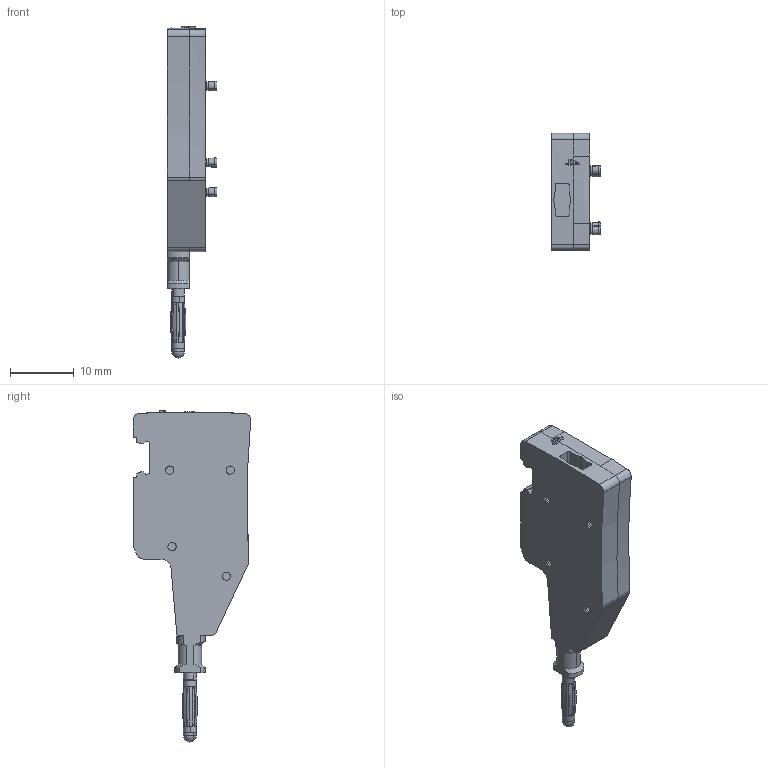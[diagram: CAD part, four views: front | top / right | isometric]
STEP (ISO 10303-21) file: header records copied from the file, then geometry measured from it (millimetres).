
FILE_DESCRIPTION(('CATIA V5R20 STEP214','CAx-IF Rec.Pracs.--- Model Styling and Organization---1.2---2011-12-15'),'2;1');
FILE_NAME ('8641629_2', '2016-01-15T10:38:36+00:00', ('Weidmueller Interface'), ('Weidmueller'), 'CATIA Version 5-6 Release 2014 SP4', 'CATIA V5 STEP AP214', 'none');
FILE_SCHEMA(('AUTOMOTIVE_DESIGN { 1 0 10303 214 1 1 1 1 }'));
Length unit declared in the file: millimetre
Products named in the file (1): 2028900000_ATPG_4-MI-R
Bounding box: 7.87 x 18.48 x 52.26 mm (x, y, z)
Volume: 3126.7 mm3; surface area: 2061.9 mm2
Topology: 2 solids, 2 shells, 262 faces, 703 edges, 456 vertices
Faces by surface type: plane 95, cylinder 88, extrusion 49, cone 20, torus 8, sphere 2
Entity records: 8216 total; most frequent: CARTESIAN_POINT 2066, ORIENTED_EDGE 1402, DIRECTION 953, EDGE_CURVE 701, VERTEX_POINT 456, VECTOR 447, LINE 398, AXIS2_PLACEMENT_3D 354
